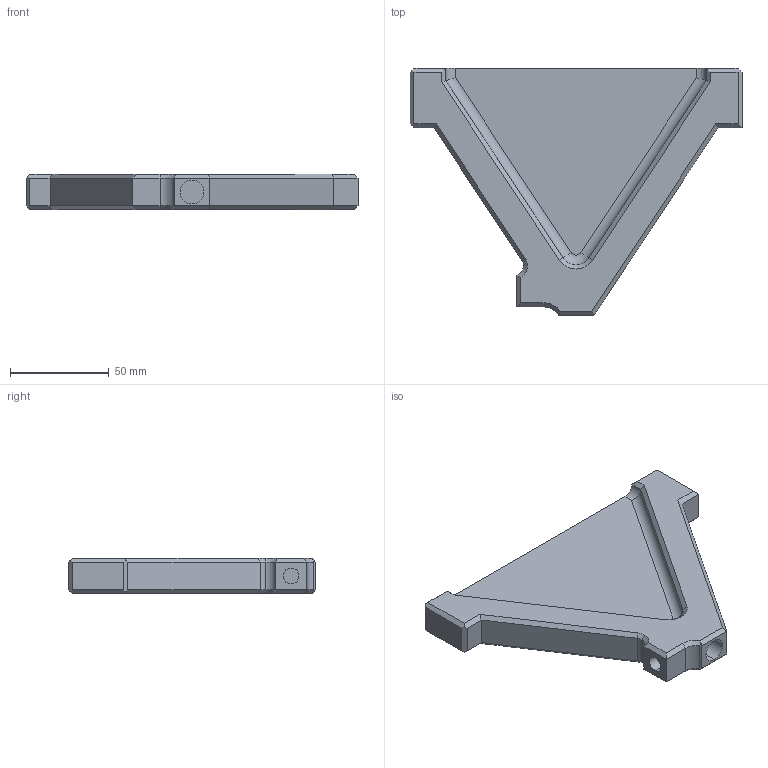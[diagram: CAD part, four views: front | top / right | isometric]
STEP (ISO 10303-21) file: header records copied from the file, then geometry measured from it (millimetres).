
FILE_DESCRIPTION (( 'STEP AP203' ), '1' );
FILE_NAME ('TRIANGLE INFERIEUR.STEP', '2024-01-16T20:32:11', ( '' ), ( '' ), 'SwSTEP 2.0', 'SolidWorks 2018', '' );
FILE_SCHEMA (( 'CONFIG_CONTROL_DESIGN' ));
Length unit declared in the file: millimetre
Products named in the file (1): TRIANGLE INFERIEUR
Bounding box: 168 x 125 x 18 mm (x, y, z)
Volume: 123494.4 mm3; surface area: 36808.4 mm2
Topology: 1 solids, 1 shells, 82 faces, 195 edges, 119 vertices
Faces by surface type: plane 54, cylinder 19, cone 7, torus 2
Entity records: 2397 total; most frequent: CARTESIAN_POINT 421, DIRECTION 394, ORIENTED_EDGE 390, EDGE_CURVE 195, VECTOR 146, LINE 146, AXIS2_PLACEMENT_3D 124, VERTEX_POINT 119
